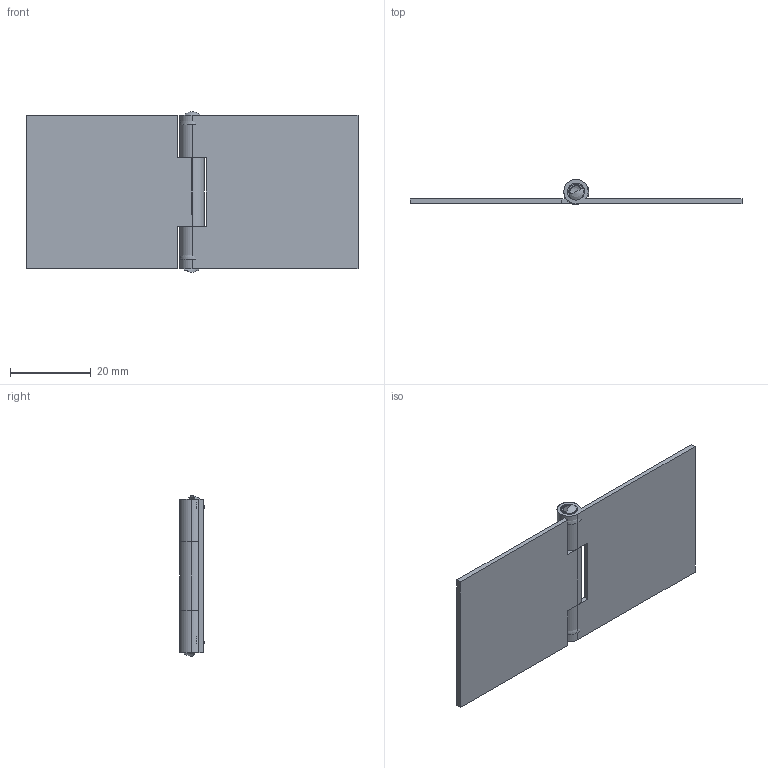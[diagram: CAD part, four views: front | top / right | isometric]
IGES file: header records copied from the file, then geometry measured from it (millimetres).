
Start section: SolidWorks IGES file using analytic representation for surfaces
Global section: file name: B-1047-2.IGS; native system: SolidWorks 2007; preprocessor: SolidWorks 2007; author: 3sw; date: 081205.091148; units: millimetre
Bounding box: 82 x 6.15 x 39.6 mm (x, y, z)
Surface area: 7782.9 mm2 (no closed solid volume)
Topology: 0 solids, 0 shells, 40 faces, 650 edges, 648 vertices
Faces by surface type: revolution 21, bspline 19
